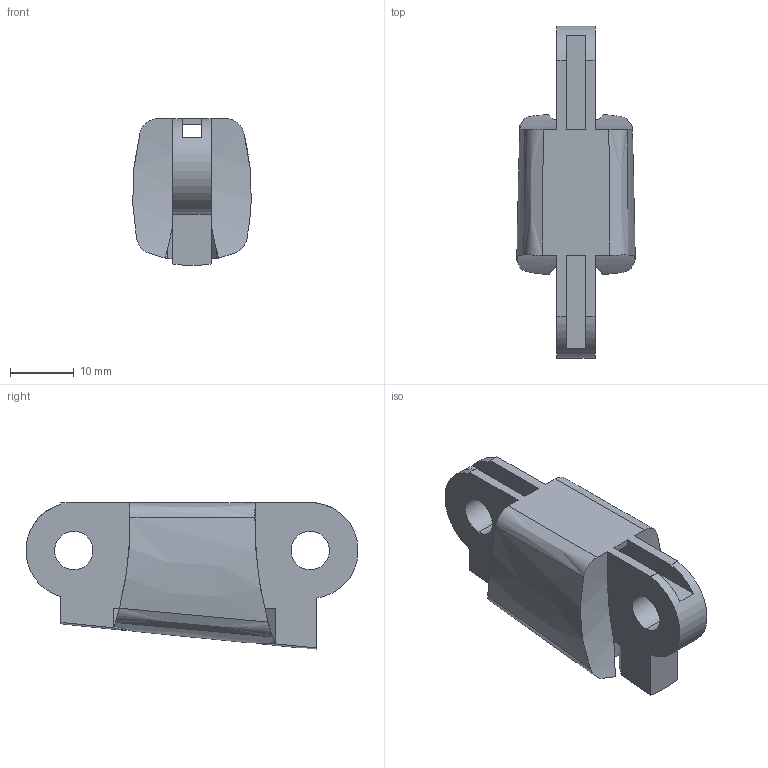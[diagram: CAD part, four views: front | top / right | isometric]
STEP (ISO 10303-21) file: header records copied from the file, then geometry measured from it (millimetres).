
FILE_DESCRIPTION (( 'STEP AP214' ), '1' );
FILE_NAME ('Middle Phalanx.STEP', '2024-08-08T08:36:55', ( '' ), ( '' ), 'SwSTEP 2.0', 'SolidWorks 2023', '' );
FILE_SCHEMA (( 'AUTOMOTIVE_DESIGN' ));
Length unit declared in the file: millimetre
Products named in the file (1): Middle Phalanx
Bounding box: 18.54 x 51.95 x 22.97 mm (x, y, z)
Volume: 9711.5 mm3; surface area: 4106 mm2
Topology: 1 solids, 1 shells, 46 faces, 138 edges, 92 vertices
Faces by surface type: plane 23, bspline 17, cylinder 6
Entity records: 2112 total; most frequent: CARTESIAN_POINT 979, ORIENTED_EDGE 276, DIRECTION 160, EDGE_CURVE 138, VERTEX_POINT 92, VECTOR 68, LINE 68, B_SPLINE_CURVE_WITH_KNOTS 54
